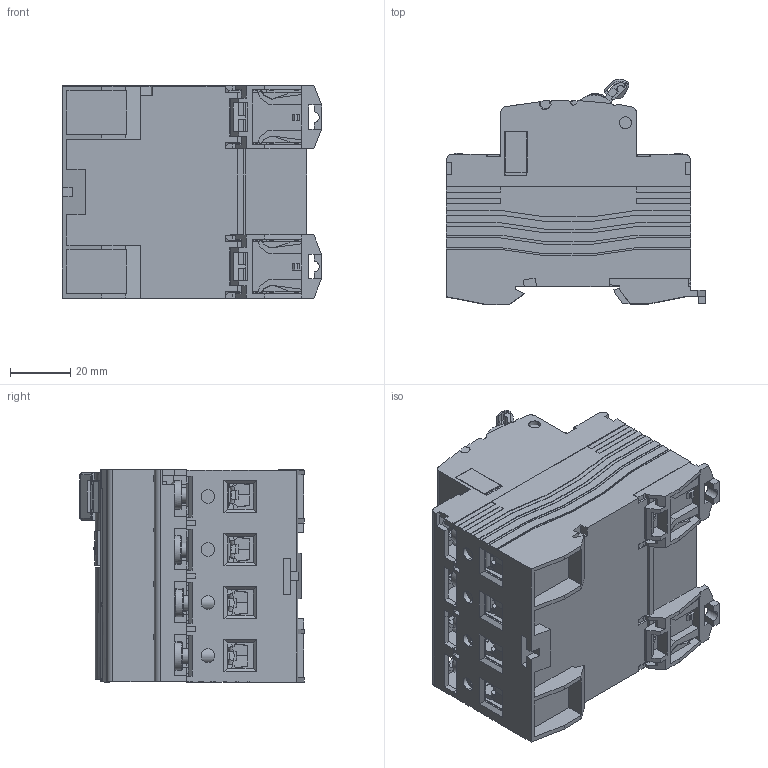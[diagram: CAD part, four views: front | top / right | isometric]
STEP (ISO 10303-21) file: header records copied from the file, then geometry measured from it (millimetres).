
FILE_DESCRIPTION (( 'STEP AP214' ), '1' );
FILE_NAME ('DV 4P.STEP', '2018-02-13T13:25:50', ( '' ), ( '' ), 'SwSTEP 2.0', 'SolidWorks 2017', '' );
FILE_SCHEMA (( 'AUTOMOTIVE_DESIGN' ));
Length unit declared in the file: millimetre
Products named in the file (14): 8JV.253.6200忒梟; 8JV.024.5901楹裔釱; 8JV.253.6201偌聽; 諉盄釱; 4P裔赽; 8JV.321.6200弝舷敦; 4P菁釱; 8JV.233.4301忒梟杶; 諉盄啣; DV 4P; 8YJ.322.4300; 8JV.315.5901楹裔; 8JV.148.5900 2P假蚾縐; 8YJ.900.4300
Assembly tree (29 placements, depth 2):
  DV 4P
    諉盄啣  x2
    諉盄釱  x8
    8JV.024.5901楹裔釱
    8JV.315.5901楹裔
    8JV.253.6200忒梟
    8JV.321.6200弝舷敦
    8YJ.322.4300
    8JV.253.6201偌聽
    8JV.233.4301忒梟杶
    8YJ.900.4300  x8
    4P菁釱
    4P裔赽
    8JV.148.5900 2P假蚾縐  x2
Bounding box: 86 x 74.61 x 70.64 mm (x, y, z)
Volume: 264415.3 mm3; surface area: 110593 mm2
Topology: 31 solids, 32 shells, 3331 faces, 9624 edges, 6342 vertices
Faces by surface type: plane 2452, cylinder 718, cone 96, bspline 34, torus 31
Entity records: 75495 total; most frequent: CARTESIAN_POINT 21424, ORIENTED_EDGE 11828, DIRECTION 9665, EDGE_CURVE 5914, VECTOR 4561, LINE 4561, VERTEX_POINT 3939, AXIS2_PLACEMENT_3D 2552
